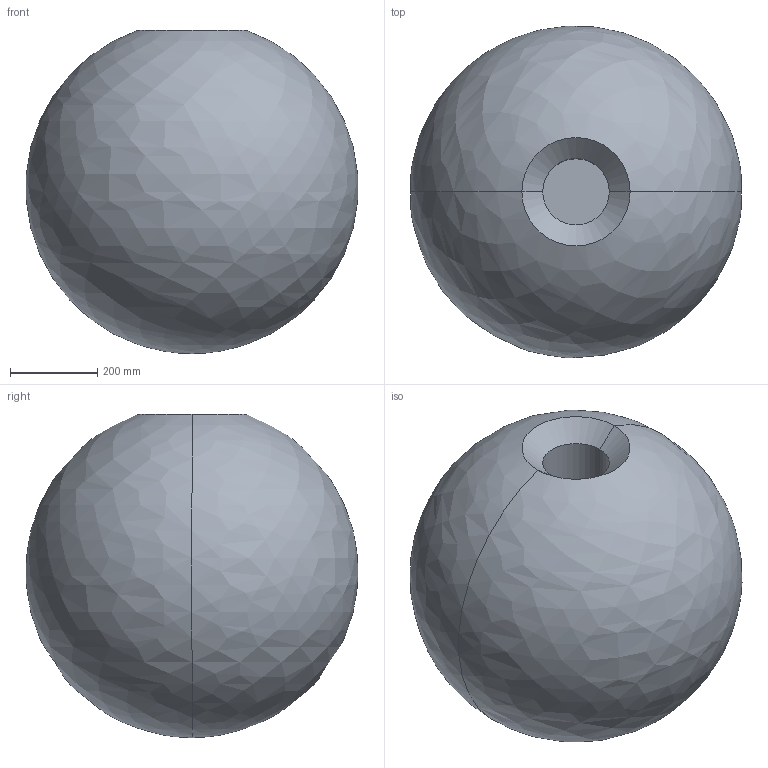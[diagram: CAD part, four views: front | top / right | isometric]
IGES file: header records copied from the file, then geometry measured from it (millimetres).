
Start section: IGES file generated from Kompas f.0 for Windows drawing by the IGES translator from Ascon Ltd., translator version IGESOUT-5.1.
Bounding box: 759.45 x 760.41 x 741.18 mm (x, y, z)
Volume: 222616879.2 mm3; surface area: 2021557.7 mm2
Topology: 1 solids, 1 shells, 7 faces, 14 edges, 7 vertices
Faces by surface type: revolution 6, bspline 1
